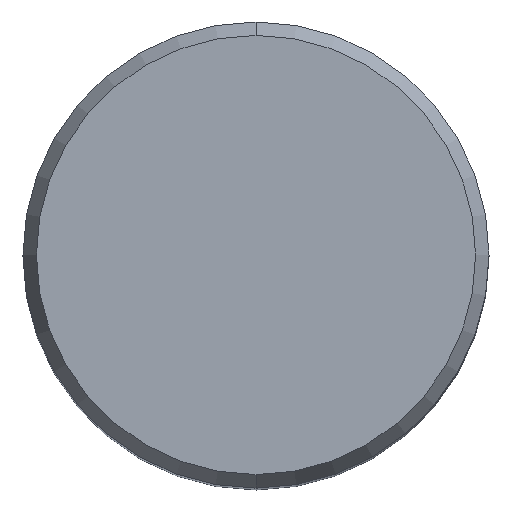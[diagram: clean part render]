
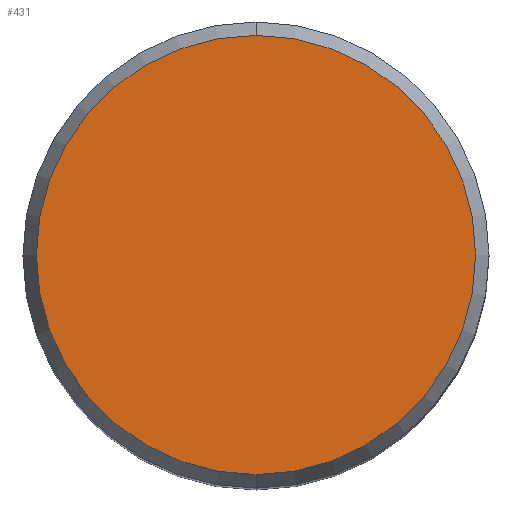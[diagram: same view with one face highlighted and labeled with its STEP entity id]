
A CAD part, top view. The second image highlights one B-rep face of the part: STEP entity #431.
In plain terms, the highlighted planar face has unit normal (0, 0, 1).
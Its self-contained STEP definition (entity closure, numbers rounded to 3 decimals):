
#183=EDGE_CURVE('',#427,#399,#474,.T.);
#399=VERTEX_POINT('',#710);
#417=EDGE_CURVE('',#399,#427,#732,.T.);
#427=VERTEX_POINT('',#743);
#431=ADVANCED_FACE('',(#748),#749,.T.);
#474=CIRCLE('',#792,15.076);
#710=CARTESIAN_POINT('',(0.0,15.076,75.402));
#732=CIRCLE('',#1355,15.076);
#743=CARTESIAN_POINT('',(0.,-15.076,75.402));
#748=FACE_OUTER_BOUND('',#1384,.T.);
#749=PLANE('',#1385);
#792=AXIS2_PLACEMENT_3D('',#1421,#1422,#1423);
#1355=AXIS2_PLACEMENT_3D('',#1709,#1710,#1711);
#1384=EDGE_LOOP('',(#1733,#1734));
#1385=AXIS2_PLACEMENT_3D('',#1735,#1736,#1737);
#1421=CARTESIAN_POINT('',(0.0,0.0,75.402));
#1422=DIRECTION('',(0.0,0.0,-1.0));
#1423=DIRECTION('',(0.0,1.0,0.0));
#1709=CARTESIAN_POINT('',(0.0,0.0,75.402));
#1710=DIRECTION('',(0.0,0.0,-1.0));
#1711=DIRECTION('',(0.0,1.0,0.0));
#1733=ORIENTED_EDGE('',*,*,#417,.F.);
#1734=ORIENTED_EDGE('',*,*,#183,.F.);
#1735=CARTESIAN_POINT('',(0.0,7.538,75.402));
#1736=DIRECTION('',(-0.0,0.0,1.0));
#1737=DIRECTION('',(0.0,-1.0,0.0));
